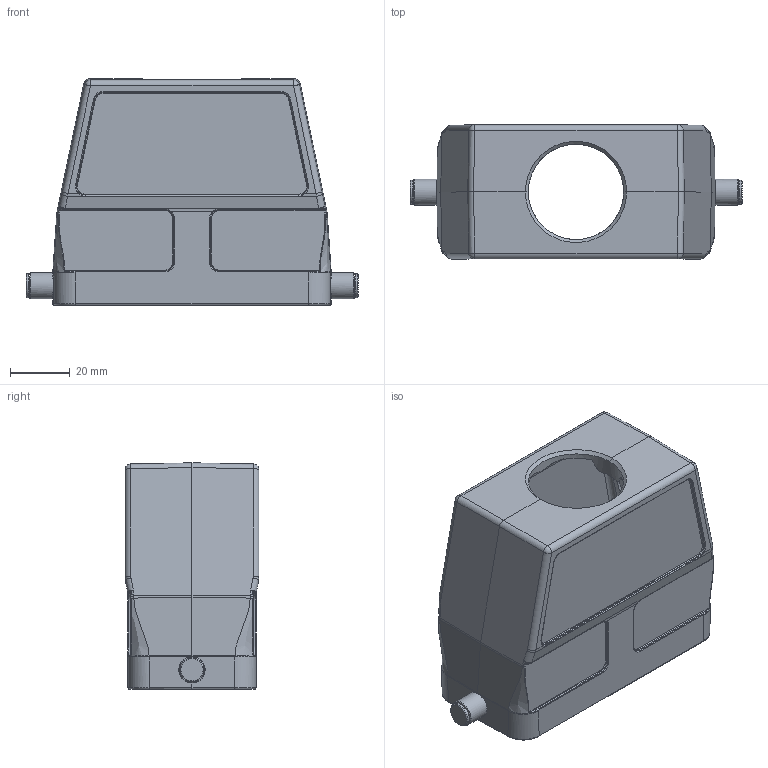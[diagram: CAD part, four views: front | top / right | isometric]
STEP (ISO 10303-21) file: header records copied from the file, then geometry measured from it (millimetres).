
FILE_DESCRIPTION(/* description */ (''),/* implementation_level */ '2;1');
FILE_NAME(/* name */ 'H16B-TEH-2B-XXX.stp',/* time_stamp */ '2022-08-12T09:59:49+08:00',/* author */ (''),/* organization */ (''),/* preprocessor_version */ 'ST-DEVELOPER v16',/* originating_system */ 'SIEMENS PLM Software NX 10.0',/* authorisation */ '');
FILE_SCHEMA (('AUTOMOTIVE_DESIGN { 1 0 10303 214 3 1 1 1 }'));
Length unit declared in the file: millimetre
Products named in the file (1): Admi11682A00h7lr
Bounding box: 111.5 x 45 x 76 mm (x, y, z)
Volume: 87617.3 mm3; surface area: 42156.2 mm2
Topology: 1 solids, 1 shells, 462 faces, 1110 edges, 643 vertices
Faces by surface type: cylinder 171, bspline 169, plane 101, cone 8, sphere 8, torus 5
Full cylindrical faces by diameter (mm): 3 x2, 3.5 x4, 5 x2, 5.05 x2, 8 x2, 8.8 x2, 32 x1
Entity records: 19537 total; most frequent: CARTESIAN_POINT 10656, ORIENTED_EDGE 2112, DIRECTION 1449, EDGE_CURVE 1056, VERTEX_POINT 629, AXIS2_PLACEMENT_3D 550, EDGE_LOOP 495, ADVANCED_FACE 461
